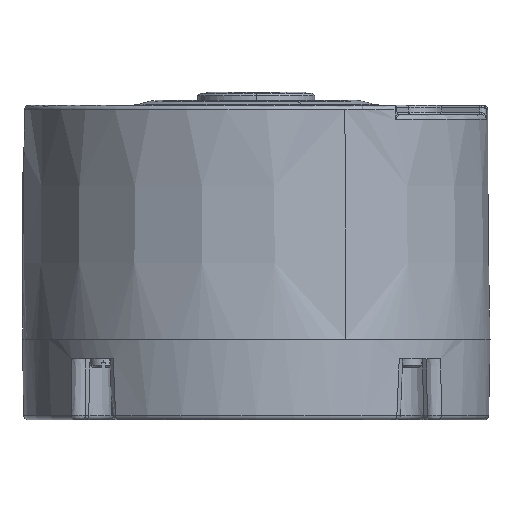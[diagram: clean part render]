
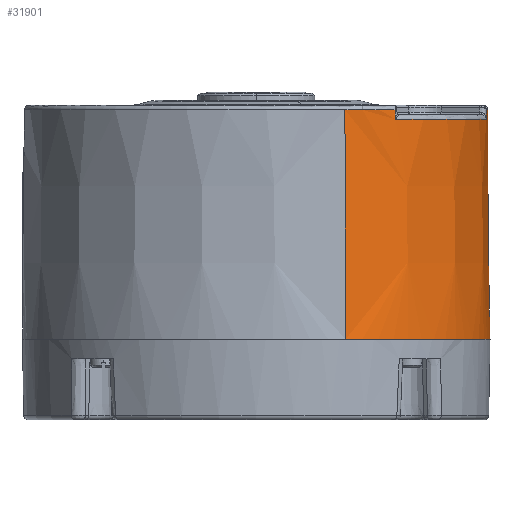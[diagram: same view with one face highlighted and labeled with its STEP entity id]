
A CAD part, front view. The second image highlights one B-rep face of the part: STEP entity #31901.
In plain terms, the highlighted conical face has half-angle 0.5 degrees and reference radius 49.531 mm.
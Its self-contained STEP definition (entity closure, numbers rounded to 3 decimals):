
#7357=CARTESIAN_POINT('',(0.,0.,-87.4));
#7358=DIRECTION('',(0.,0.,-1.));
#7359=DIRECTION('',(-0.383,0.924,0.));
#7360=AXIS2_PLACEMENT_3D('',#7357,#7358,#7359);
#7362=CARTESIAN_POINT('',(-15.09,47.4,-87.4));
#7363=CARTESIAN_POINT('',(-15.056,47.4,-86.239));
#7364=CARTESIAN_POINT('',(-14.989,47.4,-83.929));
#7365=CARTESIAN_POINT('',(-14.89,47.4,-80.495));
#7366=CARTESIAN_POINT('',(-14.824,47.4,-78.228));
#7367=CARTESIAN_POINT('',(-14.791,47.4,-77.1));
#7369=CARTESIAN_POINT('',(0.,0.,-77.1));
#7370=DIRECTION('',(0.,0.,-1.));
#7371=DIRECTION('',(-0.298,0.955,0.));
#7372=AXIS2_PLACEMENT_3D('',#7369,#7370,#7371);
#7374=CARTESIAN_POINT('',(14.791,47.4,-77.1));
#7375=CARTESIAN_POINT('',(14.824,47.4,-78.228));
#7376=CARTESIAN_POINT('',(14.89,47.4,-80.495));
#7377=CARTESIAN_POINT('',(14.989,47.4,-83.929));
#7378=CARTESIAN_POINT('',(15.056,47.4,-86.239));
#7379=CARTESIAN_POINT('',(15.09,47.4,-87.4));
#7381=CARTESIAN_POINT('',(0.,0.,-87.4));
#7382=DIRECTION('',(0.,0.,-1.));
#7383=DIRECTION('',(0.303,0.953,0.));
#7384=AXIS2_PLACEMENT_3D('',#7381,#7382,#7383);
#7386=DIRECTION('',(0.003,-0.008,-1.));
#7387=VECTOR('',#7386,48.811);
#7388=CARTESIAN_POINT('',(18.873,-45.564,
-38.591));
#7389=LINE('',#7388,#7387);
#7390=CARTESIAN_POINT('',(0.,0.,-38.591));
#7391=DIRECTION('',(0.,0.,1.));
#7392=DIRECTION('',(0.383,-0.924,0.));
#7393=AXIS2_PLACEMENT_3D('',#7390,#7391,#7392);
#7395=CARTESIAN_POINT('',(29.542,-39.491,
-38.591));
#7396=CARTESIAN_POINT('',(29.55,-39.487,
-38.813));
#7397=CARTESIAN_POINT('',(29.568,-39.479,
-39.258));
#7398=CARTESIAN_POINT('',(29.594,-39.466,
-39.924));
#7399=CARTESIAN_POINT('',(29.612,-39.458,
-40.369));
#7400=CARTESIAN_POINT('',(29.62,-39.454,
-40.591));
#7402=CARTESIAN_POINT('',(0.,0.,-40.591));
#7403=DIRECTION('',(0.,0.,1.));
#7404=DIRECTION('',(0.6,-0.8,0.));
#7405=AXIS2_PLACEMENT_3D('',#7402,#7403,#7404);
#7407=CARTESIAN_POINT('',(48.978,-5.925,
-40.591));
#7408=CARTESIAN_POINT('',(48.978,-5.915,
-40.369));
#7409=CARTESIAN_POINT('',(48.976,-5.896,
-39.924));
#7410=CARTESIAN_POINT('',(48.974,-5.867,
-39.258));
#7411=CARTESIAN_POINT('',(48.972,-5.848,
-38.813));
#7412=CARTESIAN_POINT('',(48.971,-5.838,
-38.591));
#7414=CARTESIAN_POINT('',(0.,0.,-38.591));
#7415=DIRECTION('',(0.,0.,1.));
#7416=DIRECTION('',(0.993,-0.118,0.));
#7417=AXIS2_PLACEMENT_3D('',#7414,#7415,#7416);
#7419=DIRECTION('',(-0.003,0.008,-1.));
#7420=VECTOR('',#7419,48.811);
#7421=CARTESIAN_POINT('',(-18.873,45.564,
-38.591));
#7422=LINE('',#7421,#7420);
#7446=CARTESIAN_POINT('',(29.542,-39.491,
-38.591));
#7529=CARTESIAN_POINT('',(29.62,-39.454,
-40.591));
#7724=CARTESIAN_POINT('',(48.971,-5.838,
-38.591));
#7785=CARTESIAN_POINT('',(48.978,-5.925,
-40.591));
#23516=CARTESIAN_POINT('',(-18.873,45.564,
-38.591));
#23517=CARTESIAN_POINT('',(18.873,-45.564,
-38.591));
#23518=VERTEX_POINT('',#23516);
#23519=VERTEX_POINT('',#23517);
#23521=VERTEX_POINT('',#7529);
#23547=VERTEX_POINT('',#7785);
#23549=VERTEX_POINT('',#7446);
#23575=VERTEX_POINT('',#7724);
#24273=CARTESIAN_POINT('',(-14.791,47.4,-77.1));
#24274=CARTESIAN_POINT('',(14.791,47.4,-77.1));
#24275=VERTEX_POINT('',#24273);
#24276=VERTEX_POINT('',#24274);
#25315=CARTESIAN_POINT('',(19.036,-45.957,
-87.4));
#25316=CARTESIAN_POINT('',(-19.036,45.957,
-87.4));
#25317=VERTEX_POINT('',#25315);
#25318=VERTEX_POINT('',#25316);
#25319=CARTESIAN_POINT('',(-15.09,47.4,-87.4));
#25320=VERTEX_POINT('',#25319);
#25321=CARTESIAN_POINT('',(15.09,47.4,-87.4));
#25322=VERTEX_POINT('',#25321);
#31874=CARTESIAN_POINT('',(0.,0.,-62.996));
#31875=DIRECTION('',(0.,0.,-1.));
#31876=DIRECTION('',(0.383,-0.924,0.));
#31877=AXIS2_PLACEMENT_3D('',#31874,#31875,#31876);
#31878=CONICAL_SURFACE('',#31877,49.531,0.5);
#31879=ORIENTED_EDGE('',*,*,#28404,.T.);
#31881=ORIENTED_EDGE('',*,*,#31880,.T.);
#31883=ORIENTED_EDGE('',*,*,#31882,.T.);
#31885=ORIENTED_EDGE('',*,*,#31884,.T.);
#31886=ORIENTED_EDGE('',*,*,#28400,.T.);
#31887=ORIENTED_EDGE('',*,*,#28358,.F.);
#31889=ORIENTED_EDGE('',*,*,#31888,.T.);
#31891=ORIENTED_EDGE('',*,*,#31890,.T.);
#31893=ORIENTED_EDGE('',*,*,#31892,.T.);
#31895=ORIENTED_EDGE('',*,*,#31894,.T.);
#31897=ORIENTED_EDGE('',*,*,#31896,.T.);
#31898=ORIENTED_EDGE('',*,*,#28354,.T.);
#31899=EDGE_LOOP('',(#31879,#31881,#31883,#31885,#31886,#31887,#31889,#31891,
#31893,#31895,#31897,#31898));
#31900=FACE_OUTER_BOUND('',#31899,.F.);
#7361=CIRCLE('',#7360,49.744);
#7368=B_SPLINE_CURVE_WITH_KNOTS('',3,(#7362,#7363,#7364,#7365,#7366,#7367),
.UNSPECIFIED.,.F.,.F.,(4,1,1,4),(0.,0.333,0.667,1.),
.UNSPECIFIED.);
#7373=CIRCLE('',#7372,49.654);
#7380=B_SPLINE_CURVE_WITH_KNOTS('',3,(#7374,#7375,#7376,#7377,#7378,#7379),
.UNSPECIFIED.,.F.,.F.,(4,1,1,4),(0.,0.333,0.667,1.),
.UNSPECIFIED.);
#7385=CIRCLE('',#7384,49.744);
#7394=CIRCLE('',#7393,49.318);
#7401=B_SPLINE_CURVE_WITH_KNOTS('',3,(#7395,#7396,#7397,#7398,#7399,#7400),
.UNSPECIFIED.,.F.,.F.,(4,1,1,4),(0.,0.333,0.667,1.),
.UNSPECIFIED.);
#7406=CIRCLE('',#7405,49.335);
#7413=B_SPLINE_CURVE_WITH_KNOTS('',3,(#7407,#7408,#7409,#7410,#7411,#7412),
.UNSPECIFIED.,.F.,.F.,(4,1,1,4),(0.,0.333,0.667,1.),
.UNSPECIFIED.);
#7418=CIRCLE('',#7417,49.318);
#28354=EDGE_CURVE('',#23518,#25318,#7422,.T.);
#28358=EDGE_CURVE('',#23519,#25317,#7389,.T.);
#28400=EDGE_CURVE('',#25322,#25317,#7385,.T.);
#28404=EDGE_CURVE('',#25318,#25320,#7361,.T.);
#31880=EDGE_CURVE('',#25320,#24275,#7368,.T.);
#31882=EDGE_CURVE('',#24275,#24276,#7373,.T.);
#31884=EDGE_CURVE('',#24276,#25322,#7380,.T.);
#31888=EDGE_CURVE('',#23519,#23549,#7394,.T.);
#31890=EDGE_CURVE('',#23549,#23521,#7401,.T.);
#31892=EDGE_CURVE('',#23521,#23547,#7406,.T.);
#31894=EDGE_CURVE('',#23547,#23575,#7413,.T.);
#31896=EDGE_CURVE('',#23575,#23518,#7418,.T.);
#31901=ADVANCED_FACE('',(#31900),#31878,.T.);
